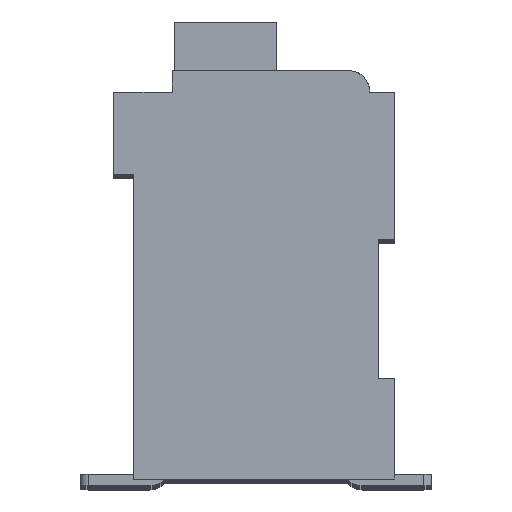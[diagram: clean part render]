
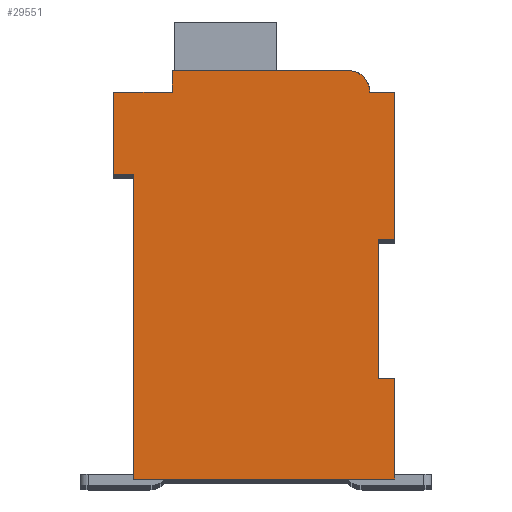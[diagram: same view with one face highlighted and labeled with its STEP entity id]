
A CAD part, top view. The second image highlights one B-rep face of the part: STEP entity #29551.
In plain terms, the highlighted planar face has unit normal (0, 0, 1).
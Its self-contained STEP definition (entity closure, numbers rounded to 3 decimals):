
#7046=DIRECTION('',(1.,0.,0.));
#7047=VECTOR('',#7046,0.5);
#7048=CARTESIAN_POINT('',(7.3,7.15,2.1));
#7049=LINE('',#7048,#7047);
#7050=DIRECTION('',(0.,1.,0.));
#7051=VECTOR('',#7050,4.15);
#7052=CARTESIAN_POINT('',(7.3,3.,2.1));
#7053=LINE('',#7052,#7051);
#7054=DIRECTION('',(-1.,0.,0.));
#7055=VECTOR('',#7054,0.5);
#7056=CARTESIAN_POINT('',(7.8,3.,2.1));
#7057=LINE('',#7056,#7055);
#7058=DIRECTION('',(0.,1.,0.));
#7059=VECTOR('',#7058,3.);
#7060=CARTESIAN_POINT('',(7.8,0.,2.1));
#7061=LINE('',#7060,#7059);
#7062=DIRECTION('',(1.,0.,0.));
#7063=VECTOR('',#7062,7.8);
#7064=CARTESIAN_POINT('',(0.,0.,2.1));
#7065=LINE('',#7064,#7063);
#7066=DIRECTION('',(0.,-1.,0.));
#7067=VECTOR('',#7066,9.1);
#7068=CARTESIAN_POINT('',(0.,9.1,2.1));
#7069=LINE('',#7068,#7067);
#7070=DIRECTION('',(1.,0.,0.));
#7071=VECTOR('',#7070,0.6);
#7072=CARTESIAN_POINT('',(-0.6,9.1,2.1));
#7073=LINE('',#7072,#7071);
#7074=DIRECTION('',(0.,-1.,0.));
#7075=VECTOR('',#7074,2.45);
#7076=CARTESIAN_POINT('',(-0.6,11.55,2.1));
#7077=LINE('',#7076,#7075);
#7078=DIRECTION('',(-1.,0.,0.));
#7079=VECTOR('',#7078,1.75);
#7080=CARTESIAN_POINT('',(1.15,11.55,2.1));
#7081=LINE('',#7080,#7079);
#7082=DIRECTION('',(0.,-1.,0.));
#7083=VECTOR('',#7082,0.65);
#7084=CARTESIAN_POINT('',(1.15,12.2,2.1));
#7085=LINE('',#7084,#7083);
#7086=DIRECTION('',(-1.,0.,0.));
#7087=VECTOR('',#7086,5.25);
#7088=CARTESIAN_POINT('',(6.4,12.2,2.1));
#7089=LINE('',#7088,#7087);
#7090=CARTESIAN_POINT('',(6.4,11.55,2.1));
#7091=DIRECTION('',(0.,0.,1.));
#7092=DIRECTION('',(1.,0.,0.));
#7093=AXIS2_PLACEMENT_3D('',#7090,#7091,#7092);
#7095=DIRECTION('',(-1.,0.,0.));
#7096=VECTOR('',#7095,0.75);
#7097=CARTESIAN_POINT('',(7.8,11.55,2.1));
#7098=LINE('',#7097,#7096);
#7099=DIRECTION('',(0.,1.,0.));
#7100=VECTOR('',#7099,4.4);
#7101=CARTESIAN_POINT('',(7.8,7.15,2.1));
#7102=LINE('',#7101,#7100);
#17347=CARTESIAN_POINT('',(7.3,7.15,2.1));
#17348=CARTESIAN_POINT('',(7.8,7.15,2.1));
#17349=VERTEX_POINT('',#17347);
#17350=VERTEX_POINT('',#17348);
#17351=CARTESIAN_POINT('',(7.8,11.55,2.1));
#17352=VERTEX_POINT('',#17351);
#17353=CARTESIAN_POINT('',(7.05,11.55,2.1));
#17354=VERTEX_POINT('',#17353);
#17355=CARTESIAN_POINT('',(6.4,12.2,2.1));
#17356=VERTEX_POINT('',#17355);
#17357=CARTESIAN_POINT('',(1.15,12.2,2.1));
#17358=VERTEX_POINT('',#17357);
#17359=CARTESIAN_POINT('',(1.15,11.55,2.1));
#17360=VERTEX_POINT('',#17359);
#17361=CARTESIAN_POINT('',(-0.6,11.55,2.1));
#17362=VERTEX_POINT('',#17361);
#17363=CARTESIAN_POINT('',(-0.6,9.1,2.1));
#17364=VERTEX_POINT('',#17363);
#17365=CARTESIAN_POINT('',(0.,9.1,2.1));
#17366=VERTEX_POINT('',#17365);
#17367=CARTESIAN_POINT('',(0.,0.,2.1));
#17368=VERTEX_POINT('',#17367);
#17369=CARTESIAN_POINT('',(7.8,0.,2.1));
#17370=VERTEX_POINT('',#17369);
#17371=CARTESIAN_POINT('',(7.8,3.,2.1));
#17372=VERTEX_POINT('',#17371);
#17373=CARTESIAN_POINT('',(7.3,3.,2.1));
#17374=VERTEX_POINT('',#17373);
#29530=CARTESIAN_POINT('',(0.,0.,2.1));
#29531=DIRECTION('',(0.,0.,1.));
#29532=DIRECTION('',(1.,0.,0.));
#29533=AXIS2_PLACEMENT_3D('',#29530,#29531,#29532);
#29534=PLANE('',#29533);
#29535=ORIENTED_EDGE('',*,*,#22804,.F.);
#29536=ORIENTED_EDGE('',*,*,#23606,.F.);
#29537=ORIENTED_EDGE('',*,*,#24266,.F.);
#29538=ORIENTED_EDGE('',*,*,#24711,.F.);
#29539=ORIENTED_EDGE('',*,*,#25228,.F.);
#29540=ORIENTED_EDGE('',*,*,#25913,.F.);
#29541=ORIENTED_EDGE('',*,*,#26552,.F.);
#29542=ORIENTED_EDGE('',*,*,#26816,.F.);
#29543=ORIENTED_EDGE('',*,*,#27215,.F.);
#29544=ORIENTED_EDGE('',*,*,#27980,.F.);
#29545=ORIENTED_EDGE('',*,*,#28582,.F.);
#29546=ORIENTED_EDGE('',*,*,#27266,.F.);
#29547=ORIENTED_EDGE('',*,*,#27771,.F.);
#29548=ORIENTED_EDGE('',*,*,#23501,.F.);
#29549=EDGE_LOOP('',(#29535,#29536,#29537,#29538,#29539,#29540,#29541,#29542,
#29543,#29544,#29545,#29546,#29547,#29548));
#29550=FACE_OUTER_BOUND('',#29549,.F.);
#7094=CIRCLE('',#7093,0.65);
#22804=EDGE_CURVE('',#17349,#17350,#7049,.T.);
#23501=EDGE_CURVE('',#17350,#17352,#7102,.T.);
#23606=EDGE_CURVE('',#17374,#17349,#7053,.T.);
#24266=EDGE_CURVE('',#17372,#17374,#7057,.T.);
#24711=EDGE_CURVE('',#17370,#17372,#7061,.T.);
#25228=EDGE_CURVE('',#17368,#17370,#7065,.T.);
#25913=EDGE_CURVE('',#17366,#17368,#7069,.T.);
#26552=EDGE_CURVE('',#17364,#17366,#7073,.T.);
#26816=EDGE_CURVE('',#17362,#17364,#7077,.T.);
#27215=EDGE_CURVE('',#17360,#17362,#7081,.T.);
#27266=EDGE_CURVE('',#17354,#17356,#7094,.T.);
#27771=EDGE_CURVE('',#17352,#17354,#7098,.T.);
#27980=EDGE_CURVE('',#17358,#17360,#7085,.T.);
#28582=EDGE_CURVE('',#17356,#17358,#7089,.T.);
#29551=ADVANCED_FACE('',(#29550),#29534,.T.);
